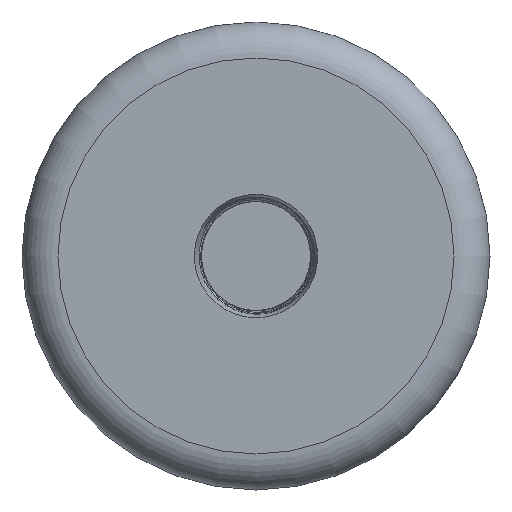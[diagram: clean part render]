
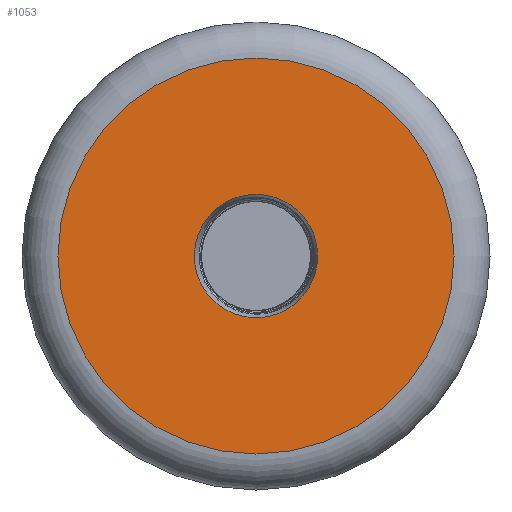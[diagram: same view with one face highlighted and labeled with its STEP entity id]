
A CAD part, front view. The second image highlights one B-rep face of the part: STEP entity #1053.
In plain terms, the highlighted planar face has unit normal (0, -1, 0).
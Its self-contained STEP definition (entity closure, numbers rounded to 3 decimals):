
#3 = EDGE_CURVE ( 'NONE', #2493, #2493, #1694, .T. ) ;
#59 = DIRECTION ( 'NONE',  ( 0., 0., 1. ) ) ;
#694 = CARTESIAN_POINT ( 'NONE',  ( 0., 0., 0. ) ) ;
#850 = FACE_OUTER_BOUND ( 'NONE', #2358, .T. ) ;
#1053 = ADVANCED_FACE ( 'NONE', ( #4267, #850 ), #3771, .F. ) ;
#1176 = EDGE_CURVE ( 'NONE', #4859, #4859, #3770, .T. ) ;
#1607 = AXIS2_PLACEMENT_3D ( 'NONE', #694, #4403, #2113 ) ;
#1684 = CARTESIAN_POINT ( 'NONE',  ( 0., 0., 55. ) ) ;
#1686 = CARTESIAN_POINT ( 'NONE',  ( 0., 0., 0. ) ) ;
#1694 = CIRCLE ( 'NONE', #4327, 55. ) ;
#1887 = CARTESIAN_POINT ( 'NONE',  ( 0., 0., 17.145 ) ) ;
#1923 = EDGE_LOOP ( 'NONE', ( #4503 ) ) ;
#2113 = DIRECTION ( 'NONE',  ( 0., 0., 1. ) ) ;
#2358 = EDGE_LOOP ( 'NONE', ( #3166 ) ) ;
#2472 = DIRECTION ( 'NONE',  ( 0., 1., 0. ) ) ;
#2493 = VERTEX_POINT ( 'NONE', #1684 ) ;
#2829 = DIRECTION ( 'NONE',  ( 0., 0., 1. ) ) ;
#3166 = ORIENTED_EDGE ( 'NONE', *, *, #3, .T. ) ;
#3500 = DIRECTION ( 'NONE',  ( 0., -1., 0. ) ) ;
#3770 = CIRCLE ( 'NONE', #1607, 17.145 ) ;
#3771 = PLANE ( 'NONE',  #4489 ) ;
#3877 = CARTESIAN_POINT ( 'NONE',  ( 0., 0., 0. ) ) ;
#4267 = FACE_BOUND ( 'NONE', #1923, .T. ) ;
#4327 = AXIS2_PLACEMENT_3D ( 'NONE', #3877, #3500, #59 ) ;
#4403 = DIRECTION ( 'NONE',  ( 0., 1., 0. ) ) ;
#4489 = AXIS2_PLACEMENT_3D ( 'NONE', #1686, #2472, #2829 ) ;
#4503 = ORIENTED_EDGE ( 'NONE', *, *, #1176, .T. ) ;
#4859 = VERTEX_POINT ( 'NONE', #1887 ) ;
